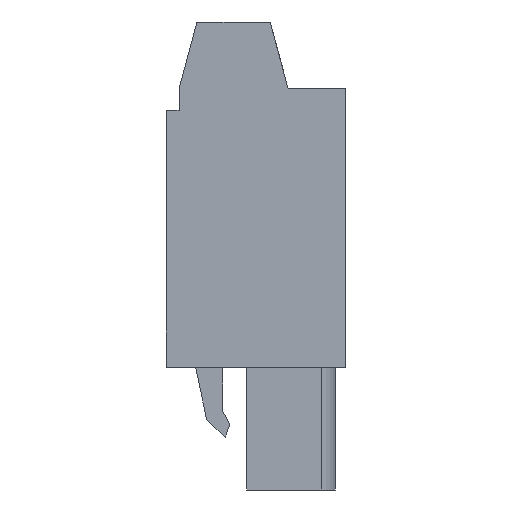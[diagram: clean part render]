
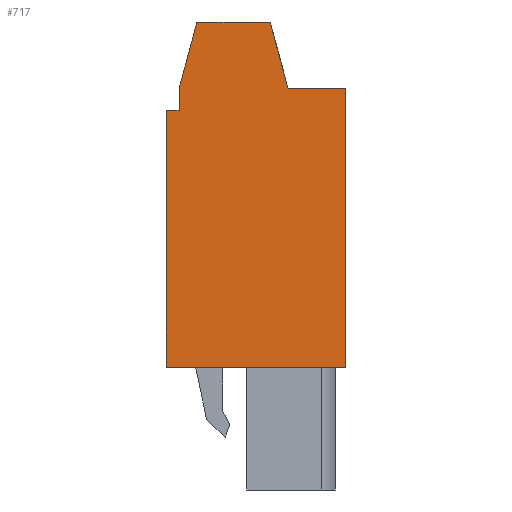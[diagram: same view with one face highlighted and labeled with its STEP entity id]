
A CAD part, left-side view. The second image highlights one B-rep face of the part: STEP entity #717.
In plain terms, the highlighted planar face has unit normal (-1, 0, 0).
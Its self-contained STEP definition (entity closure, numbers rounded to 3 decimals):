
#657=AXIS2_PLACEMENT_3D('Plane Axis2P3D',#654,#655,#656) ;
#49=CARTESIAN_POINT('Vertex',(0.,12.2,25.8)) ;
#52=CARTESIAN_POINT('Line Origine',(0.,11.763,25.8)) ;
#56=CARTESIAN_POINT('Vertex',(0.,11.325,25.8)) ;
#566=CARTESIAN_POINT('Line Origine',(0.,11.325,26.55)) ;
#570=CARTESIAN_POINT('Vertex',(0.,11.325,27.3)) ;
#654=CARTESIAN_POINT('Axis2P3D Location',(0.,-0.45,0.)) ;
#659=CARTESIAN_POINT('Line Origine',(0.,6.1,8.35)) ;
#663=CARTESIAN_POINT('Vertex',(0.,12.2,8.35)) ;
#665=CARTESIAN_POINT('Vertex',(0.,0.,8.35)) ;
#668=CARTESIAN_POINT('Line Origine',(0.,0.,17.825)) ;
#672=CARTESIAN_POINT('Vertex',(0.,0.,27.3)) ;
#675=CARTESIAN_POINT('Line Origine',(0.,1.963,27.3)) ;
#679=CARTESIAN_POINT('Vertex',(0.,3.925,27.3)) ;
#682=CARTESIAN_POINT('Line Origine',(0.,4.528,29.55)) ;
#686=CARTESIAN_POINT('Vertex',(0.,5.131,31.8)) ;
#689=CARTESIAN_POINT('Line Origine',(0.,7.625,31.8)) ;
#693=CARTESIAN_POINT('Vertex',(0.,10.119,31.8)) ;
#696=CARTESIAN_POINT('Line Origine',(0.,10.722,29.55)) ;
#701=CARTESIAN_POINT('Line Origine',(0.,12.2,17.075)) ;
#53=DIRECTION('Vector Direction',(0.,1.,0.)) ;
#567=DIRECTION('Vector Direction',(0.,0.,-1.)) ;
#655=DIRECTION('Axis2P3D Direction',(-1.,0.,0.)) ;
#656=DIRECTION('Axis2P3D XDirection',(0.,0.,1.)) ;
#660=DIRECTION('Vector Direction',(0.,-1.,0.)) ;
#669=DIRECTION('Vector Direction',(0.,0.,1.)) ;
#676=DIRECTION('Vector Direction',(0.,1.,0.)) ;
#683=DIRECTION('Vector Direction',(0.,0.259,0.966)) ;
#690=DIRECTION('Vector Direction',(0.,1.,0.)) ;
#697=DIRECTION('Vector Direction',(0.,0.259,-0.966)) ;
#702=DIRECTION('Vector Direction',(0.,0.,-1.)) ;
#54=VECTOR('Line Direction',#53,1.) ;
#568=VECTOR('Line Direction',#567,1.) ;
#661=VECTOR('Line Direction',#660,1.) ;
#670=VECTOR('Line Direction',#669,1.) ;
#677=VECTOR('Line Direction',#676,1.) ;
#684=VECTOR('Line Direction',#683,1.) ;
#691=VECTOR('Line Direction',#690,1.) ;
#698=VECTOR('Line Direction',#697,1.) ;
#703=VECTOR('Line Direction',#702,1.) ;
#707=ORIENTED_EDGE('',*,*,#667,.T.) ;
#708=ORIENTED_EDGE('',*,*,#674,.T.) ;
#709=ORIENTED_EDGE('',*,*,#681,.T.) ;
#710=ORIENTED_EDGE('',*,*,#688,.T.) ;
#711=ORIENTED_EDGE('',*,*,#695,.T.) ;
#712=ORIENTED_EDGE('',*,*,#700,.T.) ;
#713=ORIENTED_EDGE('',*,*,#572,.T.) ;
#714=ORIENTED_EDGE('',*,*,#58,.T.) ;
#715=ORIENTED_EDGE('',*,*,#705,.T.) ;
#717=ADVANCED_FACE('HOUSING',(#716),#658,.T.) ;
#58=EDGE_CURVE('',#57,#50,#55,.T.) ;
#572=EDGE_CURVE('',#571,#57,#569,.T.) ;
#667=EDGE_CURVE('',#664,#666,#662,.T.) ;
#674=EDGE_CURVE('',#666,#673,#671,.T.) ;
#681=EDGE_CURVE('',#673,#680,#678,.T.) ;
#688=EDGE_CURVE('',#680,#687,#685,.T.) ;
#695=EDGE_CURVE('',#687,#694,#692,.T.) ;
#700=EDGE_CURVE('',#694,#571,#699,.T.) ;
#705=EDGE_CURVE('',#50,#664,#704,.T.) ;
#706=EDGE_LOOP('',(#707,#708,#709,#710,#711,#712,#713,#714,#715)) ;
#716=FACE_OUTER_BOUND('',#706,.T.) ;
#55=LINE('Line',#52,#54) ;
#569=LINE('Line',#566,#568) ;
#662=LINE('Line',#659,#661) ;
#671=LINE('Line',#668,#670) ;
#678=LINE('Line',#675,#677) ;
#685=LINE('Line',#682,#684) ;
#692=LINE('Line',#689,#691) ;
#699=LINE('Line',#696,#698) ;
#704=LINE('Line',#701,#703) ;
#658=PLANE('',#657) ;
#50=VERTEX_POINT('',#49) ;
#57=VERTEX_POINT('',#56) ;
#571=VERTEX_POINT('',#570) ;
#664=VERTEX_POINT('',#663) ;
#666=VERTEX_POINT('',#665) ;
#673=VERTEX_POINT('',#672) ;
#680=VERTEX_POINT('',#679) ;
#687=VERTEX_POINT('',#686) ;
#694=VERTEX_POINT('',#693) ;
